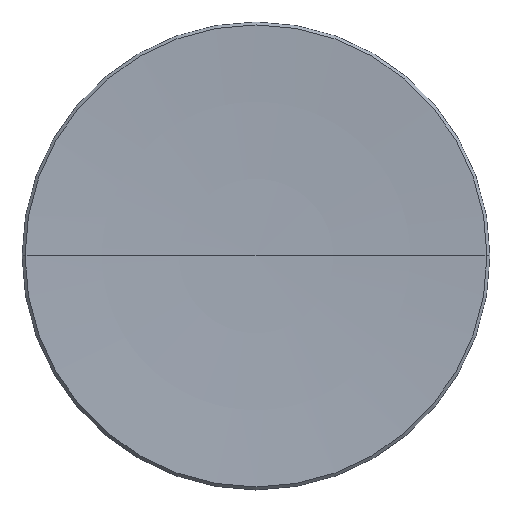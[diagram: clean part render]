
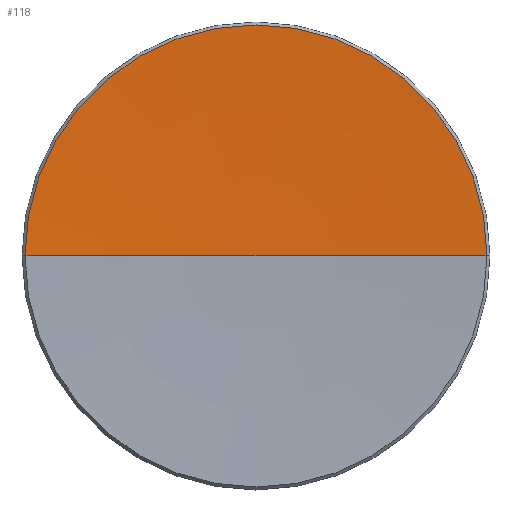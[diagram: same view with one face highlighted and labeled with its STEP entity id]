
A CAD part, top view. The second image highlights one B-rep face of the part: STEP entity #118.
In plain terms, the highlighted toroidal (fillet/blend) face has major radius 0.067 mm and minor radius 258.18 mm.
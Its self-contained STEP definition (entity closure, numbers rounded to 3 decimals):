
#4 = DIRECTION ( 'NONE',  ( 0., 1., 0. ) ) ;
#8 = TOROIDAL_SURFACE ( 'NONE', #230, -0.067, 258.18 ) ;
#20 = VERTEX_POINT ( 'NONE', #85 ) ;
#39 = AXIS2_PLACEMENT_3D ( 'NONE', #66, #229, #137 ) ;
#40 = EDGE_LOOP ( 'NONE', ( #71, #87, #244 ) ) ;
#42 = DIRECTION ( 'NONE',  ( 0., 0., -1. ) ) ;
#48 = EDGE_CURVE ( 'NONE', #173, #121, #160, .T. ) ;
#66 = CARTESIAN_POINT ( 'NONE',  ( 0., 0., 2.929 ) ) ;
#71 = ORIENTED_EDGE ( 'NONE', *, *, #231, .F. ) ;
#85 = CARTESIAN_POINT ( 'NONE',  ( -14.811, 0., 2.929 ) ) ;
#87 = ORIENTED_EDGE ( 'NONE', *, *, #48, .T. ) ;
#91 = DIRECTION ( 'NONE',  ( -1., 0., 0. ) ) ;
#97 = CIRCLE ( 'NONE', #185, 258.18 ) ;
#109 = CARTESIAN_POINT ( 'NONE',  ( 0., 0., 260.68 ) ) ;
#117 = CARTESIAN_POINT ( 'NONE',  ( 0.067, 0., 260.68 ) ) ;
#118 = ADVANCED_FACE ( 'NONE', ( #217 ), #8, .F. ) ;
#121 = VERTEX_POINT ( 'NONE', #141 ) ;
#127 = CARTESIAN_POINT ( 'NONE',  ( 0., 0., 2.5 ) ) ;
#137 = DIRECTION ( 'NONE',  ( 1., 0., 0. ) ) ;
#141 = CARTESIAN_POINT ( 'NONE',  ( 14.811, 0., 2.929 ) ) ;
#151 = CARTESIAN_POINT ( 'NONE',  ( -0.067, 0., 260.68 ) ) ;
#160 = CIRCLE ( 'NONE', #211, 258.18 ) ;
#173 = VERTEX_POINT ( 'NONE', #127 ) ;
#185 = AXIS2_PLACEMENT_3D ( 'NONE', #117, #4, #91 ) ;
#196 = DIRECTION ( 'NONE',  ( 0., -1., 0. ) ) ;
#198 = CIRCLE ( 'NONE', #39, 14.811 ) ;
#208 = DIRECTION ( 'NONE',  ( 0., 0., 1. ) ) ;
#211 = AXIS2_PLACEMENT_3D ( 'NONE', #151, #196, #42 ) ;
#217 = FACE_OUTER_BOUND ( 'NONE', #40, .T. ) ;
#222 = DIRECTION ( 'NONE',  ( 1., 0., 0. ) ) ;
#227 = EDGE_CURVE ( 'NONE', #121, #20, #198, .T. ) ;
#229 = DIRECTION ( 'NONE',  ( 0., 0., 1. ) ) ;
#230 = AXIS2_PLACEMENT_3D ( 'NONE', #109, #208, #222 ) ;
#231 = EDGE_CURVE ( 'NONE', #173, #20, #97, .T. ) ;
#244 = ORIENTED_EDGE ( 'NONE', *, *, #227, .T. ) ;
